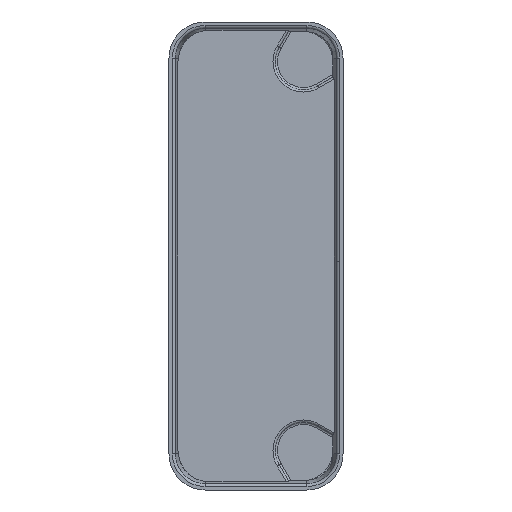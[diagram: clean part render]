
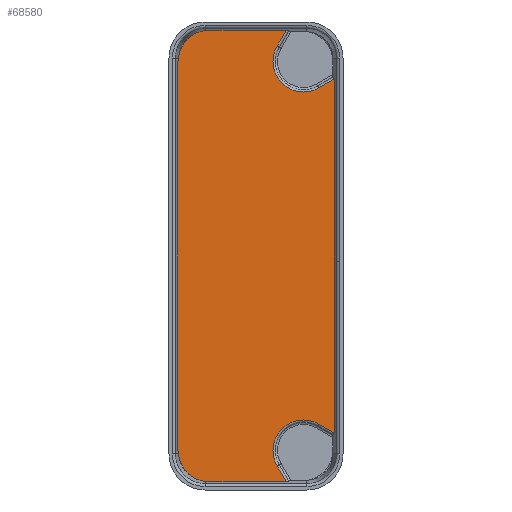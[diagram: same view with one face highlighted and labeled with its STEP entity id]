
A CAD part, front view. The second image highlights one B-rep face of the part: STEP entity #68580.
In plain terms, the highlighted face is planar.
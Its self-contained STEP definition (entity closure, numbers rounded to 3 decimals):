
#67621=DIRECTION('',(0.866,-0.5,0.));
#67622=VECTOR('',#67621,7.679);
#67623=CARTESIAN_POINT('',(27.75,-74.309,0.));
#67624=LINE('',#67623,#67622);
#67625=CARTESIAN_POINT('',(21.,-86.,0.));
#67626=DIRECTION('',(0.,0.,-1.));
#67627=DIRECTION('',(-0.864,-0.503,0.));
#67628=AXIS2_PLACEMENT_3D('',#67625,#67626,#67627);
#67630=DIRECTION('',(-0.503,0.864,0.));
#67631=VECTOR('',#67630,8.111);
#67632=CARTESIAN_POINT('',(13.412,-99.801,0.));
#67633=LINE('',#67632,#67631);
#67634=DIRECTION('',(0.945,0.327,0.));
#67635=VECTOR('',#67634,0.302);
#67636=CARTESIAN_POINT('',(13.127,-99.9,0.));
#67637=LINE('',#67636,#67635);
#67638=DIRECTION('',(-1.,0.,0.));
#67639=VECTOR('',#67638,33.527);
#67640=CARTESIAN_POINT('',(13.127,-99.9,0.));
#67641=LINE('',#67640,#67639);
#67642=CARTESIAN_POINT('',(-20.4,-85.8,0.));
#67643=DIRECTION('',(0.,0.,1.));
#67644=DIRECTION('',(-1.,0.,0.));
#67645=AXIS2_PLACEMENT_3D('',#67642,#67643,#67644);
#67647=DIRECTION('',(0.,1.,0.));
#67648=VECTOR('',#67647,171.6);
#67649=CARTESIAN_POINT('',(-34.5,-85.8,0.));
#67650=LINE('',#67649,#67648);
#67651=CARTESIAN_POINT('',(-20.4,85.8,0.));
#67652=DIRECTION('',(0.,0.,1.));
#67653=DIRECTION('',(0.,1.,0.));
#67654=AXIS2_PLACEMENT_3D('',#67651,#67652,#67653);
#67656=DIRECTION('',(1.,0.,0.));
#67657=VECTOR('',#67656,33.527);
#67658=CARTESIAN_POINT('',(-20.4,99.9,0.));
#67659=LINE('',#67658,#67657);
#67660=DIRECTION('',(-0.945,0.327,0.));
#67661=VECTOR('',#67660,0.302);
#67662=CARTESIAN_POINT('',(13.412,99.801,0.));
#67663=LINE('',#67662,#67661);
#67664=DIRECTION('',(0.503,0.864,0.));
#67665=VECTOR('',#67664,8.111);
#67666=CARTESIAN_POINT('',(9.332,92.791,0.));
#67667=LINE('',#67666,#67665);
#67668=CARTESIAN_POINT('',(21.,86.,0.));
#67669=DIRECTION('',(0.,0.,-1.));
#67670=DIRECTION('',(0.5,-0.866,0.));
#67671=AXIS2_PLACEMENT_3D('',#67668,#67669,#67670);
#67673=DIRECTION('',(-0.866,-0.5,0.));
#67674=VECTOR('',#67673,7.679);
#67675=CARTESIAN_POINT('',(34.4,78.148,0.));
#67676=LINE('',#67675,#67674);
#67677=DIRECTION('',(-0.327,0.945,0.));
#67678=VECTOR('',#67677,0.305);
#67679=CARTESIAN_POINT('',(34.5,77.86,0.));
#67680=LINE('',#67679,#67678);
#67681=DIRECTION('',(0.,-1.,0.));
#67682=VECTOR('',#67681,155.721);
#67683=CARTESIAN_POINT('',(34.5,77.86,0.));
#67684=LINE('',#67683,#67682);
#67685=DIRECTION('',(0.327,0.945,0.));
#67686=VECTOR('',#67685,0.305);
#67687=CARTESIAN_POINT('',(34.4,-78.148,0.));
#67688=LINE('',#67687,#67686);
#67702=CARTESIAN_POINT('',(34.4,-78.148,0.));
#67748=CARTESIAN_POINT('',(34.4,78.148,0.));
#67768=CARTESIAN_POINT('',(13.412,99.801,0.));
#67843=CARTESIAN_POINT('',(13.412,-99.801,0.));
#68389=CARTESIAN_POINT('',(-20.4,99.9,0.));
#68390=CARTESIAN_POINT('',(-34.5,85.8,0.));
#68391=VERTEX_POINT('',#68389);
#68392=VERTEX_POINT('',#68390);
#68397=CARTESIAN_POINT('',(-34.5,-85.8,0.));
#68398=CARTESIAN_POINT('',(-20.4,-99.9,0.));
#68399=VERTEX_POINT('',#68397);
#68400=VERTEX_POINT('',#68398);
#68409=CARTESIAN_POINT('',(13.127,-99.9,0.));
#68410=VERTEX_POINT('',#68409);
#68413=CARTESIAN_POINT('',(34.5,77.86,0.));
#68414=CARTESIAN_POINT('',(34.5,-77.86,0.));
#68415=VERTEX_POINT('',#68413);
#68416=VERTEX_POINT('',#68414);
#68419=CARTESIAN_POINT('',(13.127,99.9,0.));
#68420=VERTEX_POINT('',#68419);
#68421=VERTEX_POINT('',#67768);
#68425=CARTESIAN_POINT('',(9.332,92.791,0.));
#68426=VERTEX_POINT('',#68425);
#68427=CARTESIAN_POINT('',(27.75,74.309,0.));
#68428=VERTEX_POINT('',#68427);
#68432=VERTEX_POINT('',#67748);
#68465=VERTEX_POINT('',#67702);
#68469=CARTESIAN_POINT('',(27.75,-74.309,0.));
#68470=VERTEX_POINT('',#68469);
#68471=CARTESIAN_POINT('',(9.332,-92.791,0.));
#68472=VERTEX_POINT('',#68471);
#68476=VERTEX_POINT('',#67843);
#68541=CARTESIAN_POINT('',(0.,0.,0.));
#68542=DIRECTION('',(0.,0.,-1.));
#68543=DIRECTION('',(0.,1.,0.));
#68544=AXIS2_PLACEMENT_3D('',#68541,#68542,#68543);
#68545=PLANE('',#68544);
#68547=ORIENTED_EDGE('',*,*,#68546,.F.);
#68549=ORIENTED_EDGE('',*,*,#68548,.F.);
#68551=ORIENTED_EDGE('',*,*,#68550,.F.);
#68553=ORIENTED_EDGE('',*,*,#68552,.F.);
#68555=ORIENTED_EDGE('',*,*,#68554,.T.);
#68557=ORIENTED_EDGE('',*,*,#68556,.F.);
#68559=ORIENTED_EDGE('',*,*,#68558,.T.);
#68561=ORIENTED_EDGE('',*,*,#68560,.F.);
#68563=ORIENTED_EDGE('',*,*,#68562,.T.);
#68565=ORIENTED_EDGE('',*,*,#68564,.F.);
#68567=ORIENTED_EDGE('',*,*,#68566,.F.);
#68569=ORIENTED_EDGE('',*,*,#68568,.F.);
#68571=ORIENTED_EDGE('',*,*,#68570,.F.);
#68573=ORIENTED_EDGE('',*,*,#68572,.F.);
#68575=ORIENTED_EDGE('',*,*,#68574,.T.);
#68577=ORIENTED_EDGE('',*,*,#68576,.F.);
#68578=EDGE_LOOP('',(#68547,#68549,#68551,#68553,#68555,#68557,#68559,#68561,
#68563,#68565,#68567,#68569,#68571,#68573,#68575,#68577));
#68579=FACE_OUTER_BOUND('',#68578,.F.);
#68580=ADVANCED_FACE('',(#68579),#68545,.F.);
#67629=CIRCLE('',#67628,13.5);
#67646=CIRCLE('',#67645,14.1);
#67655=CIRCLE('',#67654,14.1);
#67672=CIRCLE('',#67671,13.5);
#68546=EDGE_CURVE('',#68470,#68465,#67624,.T.);
#68548=EDGE_CURVE('',#68472,#68470,#67629,.T.);
#68550=EDGE_CURVE('',#68476,#68472,#67633,.T.);
#68552=EDGE_CURVE('',#68410,#68476,#67637,.T.);
#68554=EDGE_CURVE('',#68410,#68400,#67641,.T.);
#68556=EDGE_CURVE('',#68399,#68400,#67646,.T.);
#68558=EDGE_CURVE('',#68399,#68392,#67650,.T.);
#68560=EDGE_CURVE('',#68391,#68392,#67655,.T.);
#68562=EDGE_CURVE('',#68391,#68420,#67659,.T.);
#68564=EDGE_CURVE('',#68421,#68420,#67663,.T.);
#68566=EDGE_CURVE('',#68426,#68421,#67667,.T.);
#68568=EDGE_CURVE('',#68428,#68426,#67672,.T.);
#68570=EDGE_CURVE('',#68432,#68428,#67676,.T.);
#68572=EDGE_CURVE('',#68415,#68432,#67680,.T.);
#68574=EDGE_CURVE('',#68415,#68416,#67684,.T.);
#68576=EDGE_CURVE('',#68465,#68416,#67688,.T.);
